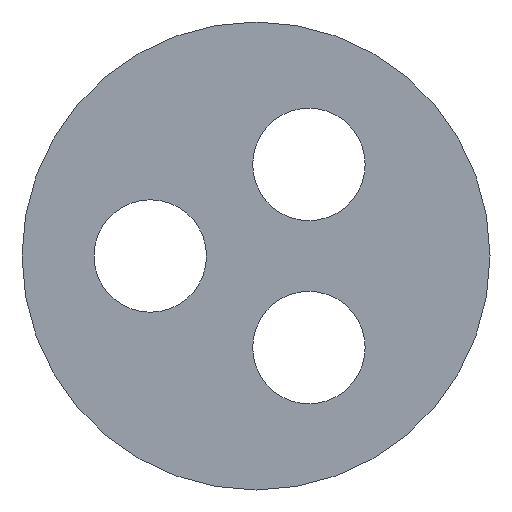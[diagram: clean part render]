
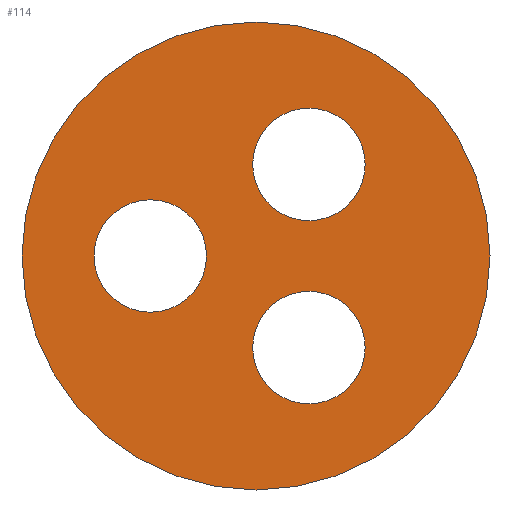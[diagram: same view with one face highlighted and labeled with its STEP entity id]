
A CAD part, left-side view. The second image highlights one B-rep face of the part: STEP entity #114.
In plain terms, the highlighted planar face has unit normal (-1, 0, 0).
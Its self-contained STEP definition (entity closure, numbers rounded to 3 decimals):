
#114 = ADVANCED_FACE( '', ( #233, #234, #235, #236 ), #237, .F. );
#233 = FACE_BOUND( '', #348, .T. );
#234 = FACE_BOUND( '', #349, .T. );
#235 = FACE_BOUND( '', #350, .T. );
#236 = FACE_OUTER_BOUND( '', #351, .T. );
#237 = PLANE( '', #352 );
#348 = EDGE_LOOP( '', ( #625 ) );
#349 = EDGE_LOOP( '', ( #626 ) );
#350 = EDGE_LOOP( '', ( #627 ) );
#351 = EDGE_LOOP( '', ( #628 ) );
#352 = AXIS2_PLACEMENT_3D( '', #629, #630, #631 );
#625 = ORIENTED_EDGE( '', *, *, #731, .T. );
#626 = ORIENTED_EDGE( '', *, *, #706, .T. );
#627 = ORIENTED_EDGE( '', *, *, #756, .T. );
#628 = ORIENTED_EDGE( '', *, *, #733, .F. );
#629 = CARTESIAN_POINT( '', ( 0., 0., 0. ) );
#630 = DIRECTION( '', ( 1., 0., 0. ) );
#631 = DIRECTION( '', ( 0., 0., -1. ) );
#706 = EDGE_CURVE( '', #858, #858, #859, .T. );
#731 = EDGE_CURVE( '', #892, #892, #893, .T. );
#733 = EDGE_CURVE( '', #895, #895, #896, .T. );
#756 = EDGE_CURVE( '', #923, #923, #924, .T. );
#858 = VERTEX_POINT( '', #1061 );
#859 = CIRCLE( '', #1062, 2.5 );
#892 = VERTEX_POINT( '', #1103 );
#893 = CIRCLE( '', #1104, 2.5 );
#895 = VERTEX_POINT( '', #1106 );
#896 = CIRCLE( '', #1107, 10.4 );
#923 = VERTEX_POINT( '', #1143 );
#924 = CIRCLE( '', #1144, 2.5 );
#1061 = CARTESIAN_POINT( '', ( 0., 4.7, -2.5 ) );
#1062 = AXIS2_PLACEMENT_3D( '', #1213, #1214, #1215 );
#1103 = CARTESIAN_POINT( '', ( 0., -2.35, 1.57 ) );
#1104 = AXIS2_PLACEMENT_3D( '', #1254, #1255, #1256 );
#1106 = CARTESIAN_POINT( '', ( 0., 0., -10.4 ) );
#1107 = AXIS2_PLACEMENT_3D( '', #1257, #1258, #1259 );
#1143 = CARTESIAN_POINT( '', ( 0., -2.35, -6.57 ) );
#1144 = AXIS2_PLACEMENT_3D( '', #1281, #1282, #1283 );
#1213 = CARTESIAN_POINT( '', ( 0., 4.7, 0. ) );
#1214 = DIRECTION( '', ( 1., 0., 0. ) );
#1215 = DIRECTION( '', ( 0., 0., -1. ) );
#1254 = CARTESIAN_POINT( '', ( 0., -2.35, 4.07 ) );
#1255 = DIRECTION( '', ( 1., 0., 0. ) );
#1256 = DIRECTION( '', ( 0., 0., -1. ) );
#1257 = CARTESIAN_POINT( '', ( 0., 0., 0. ) );
#1258 = DIRECTION( '', ( 1., 0., 0. ) );
#1259 = DIRECTION( '', ( 0., 0., -1. ) );
#1281 = CARTESIAN_POINT( '', ( 0., -2.35, -4.07 ) );
#1282 = DIRECTION( '', ( 1., 0., 0. ) );
#1283 = DIRECTION( '', ( 0., 0., -1. ) );
